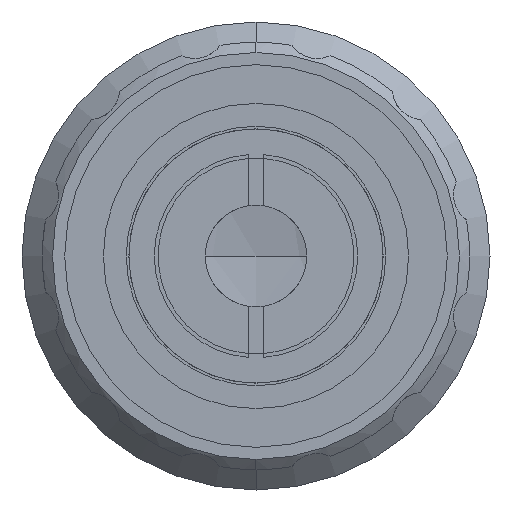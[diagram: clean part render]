
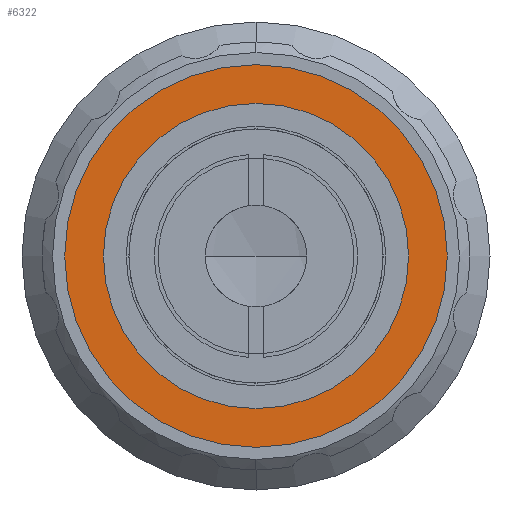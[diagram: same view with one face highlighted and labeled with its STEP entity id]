
A CAD part, left-side view. The second image highlights one B-rep face of the part: STEP entity #6322.
In plain terms, the highlighted planar face has unit normal (-1, 0, 0).
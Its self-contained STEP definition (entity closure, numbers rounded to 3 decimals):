
#88 = AXIS2_PLACEMENT_3D ( 'NONE', #15595, #5417, #17324 ) ;
#426 = ORIENTED_EDGE ( 'NONE', *, *, #15142, .T. ) ;
#1864 = EDGE_LOOP ( 'NONE', ( #21578, #13013 ) ) ;
#2772 = CIRCLE ( 'NONE', #5496, 18.8 ) ;
#4947 = ORIENTED_EDGE ( 'NONE', *, *, #16368, .T. ) ;
#5417 = DIRECTION ( 'NONE',  ( -1., 0., 0. ) ) ;
#5496 = AXIS2_PLACEMENT_3D ( 'NONE', #12959, #12926, #12921 ) ;
#6002 = DIRECTION ( 'NONE',  ( 0., 0., -1. ) ) ;
#6005 = DIRECTION ( 'NONE',  ( 1., 0., 0. ) ) ;
#6249 = DIRECTION ( 'NONE',  ( 0., 0., 1. ) ) ;
#6277 = CIRCLE ( 'NONE', #8748, 14.5 ) ;
#6308 = PLANE ( 'NONE',  #20329 ) ;
#6322 = ADVANCED_FACE ( 'NONE', ( #6673, #19756 ), #6308, .F. ) ;
#6340 = CARTESIAN_POINT ( 'NONE',  ( -47.909, 15., 0. ) ) ;
#6353 = DIRECTION ( 'NONE',  ( -1., 0., 0. ) ) ;
#6406 = CARTESIAN_POINT ( 'NONE',  ( -47.909, 0., 0. ) ) ;
#6673 = FACE_OUTER_BOUND ( 'NONE', #7201, .T. ) ;
#7027 = CARTESIAN_POINT ( 'NONE',  ( -47.909, 0., 18.8 ) ) ;
#7201 = EDGE_LOOP ( 'NONE', ( #4947, #426 ) ) ;
#8424 = CARTESIAN_POINT ( 'NONE',  ( -47.909, 0., 14.5 ) ) ;
#8748 = AXIS2_PLACEMENT_3D ( 'NONE', #6406, #6353, #6249 ) ;
#9718 = VERTEX_POINT ( 'NONE', #13604 ) ;
#11219 = EDGE_CURVE ( 'NONE', #18424, #9718, #6277, .T. ) ;
#11885 = VERTEX_POINT ( 'NONE', #7027 ) ;
#12039 = CARTESIAN_POINT ( 'NONE',  ( -47.909, 0., -18.8 ) ) ;
#12921 = DIRECTION ( 'NONE',  ( 0., 0., 1. ) ) ;
#12926 = DIRECTION ( 'NONE',  ( -1., 0., 0. ) ) ;
#12959 = CARTESIAN_POINT ( 'NONE',  ( -47.909, 0., 0. ) ) ;
#13013 = ORIENTED_EDGE ( 'NONE', *, *, #20311, .F. ) ;
#13604 = CARTESIAN_POINT ( 'NONE',  ( -47.909, 0., -14.5 ) ) ;
#15142 = EDGE_CURVE ( 'NONE', #20962, #11885, #16018, .T. ) ;
#15595 = CARTESIAN_POINT ( 'NONE',  ( -47.909, 0., 0. ) ) ;
#16018 = CIRCLE ( 'NONE', #22059, 18.8 ) ;
#16084 = DIRECTION ( 'NONE',  ( 0., 0., 1. ) ) ;
#16097 = DIRECTION ( 'NONE',  ( -1., 0., 0. ) ) ;
#16130 = CARTESIAN_POINT ( 'NONE',  ( -47.909, 0., 0. ) ) ;
#16256 = CIRCLE ( 'NONE', #88, 14.5 ) ;
#16368 = EDGE_CURVE ( 'NONE', #11885, #20962, #2772, .T. ) ;
#17324 = DIRECTION ( 'NONE',  ( 0., 0., 1. ) ) ;
#18424 = VERTEX_POINT ( 'NONE', #8424 ) ;
#19756 = FACE_BOUND ( 'NONE', #1864, .T. ) ;
#20311 = EDGE_CURVE ( 'NONE', #9718, #18424, #16256, .T. ) ;
#20329 = AXIS2_PLACEMENT_3D ( 'NONE', #6340, #6005, #6002 ) ;
#20962 = VERTEX_POINT ( 'NONE', #12039 ) ;
#21578 = ORIENTED_EDGE ( 'NONE', *, *, #11219, .F. ) ;
#22059 = AXIS2_PLACEMENT_3D ( 'NONE', #16130, #16097, #16084 ) ;
